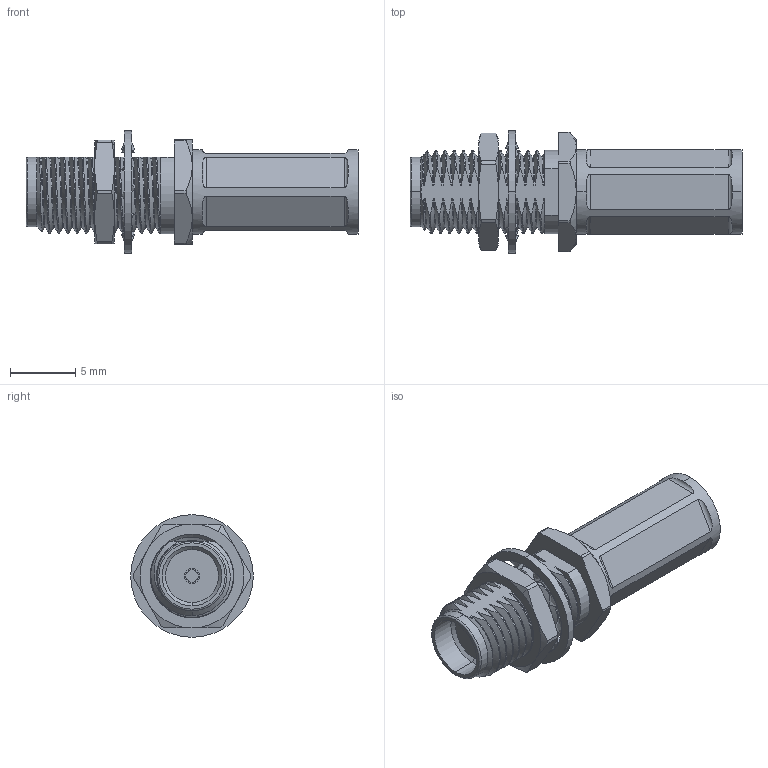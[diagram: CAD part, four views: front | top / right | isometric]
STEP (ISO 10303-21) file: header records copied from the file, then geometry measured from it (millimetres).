
FILE_DESCRIPTION (( 'STEP AP214' ), '1' );
FILE_NAME ('FMCN1748_3D.STEP', '2021-09-20T18:13:12', ( '' ), ( '' ), 'SwSTEP 2.0', 'SolidWorks 2021', '' );
FILE_SCHEMA (( 'AUTOMOTIVE_DESIGN' ));
Length unit declared in the file: inch
Products named in the file (1): FMCN1748_3D
Bounding box: 25.45 x 9.4 x 9.4 mm (x, y, z)
Volume: 564.5 mm3; surface area: 1352.9 mm2
Topology: 6 solids, 6 shells, 235 faces, 591 edges, 385 vertices
Faces by surface type: bspline 87, cylinder 67, plane 47, cone 32, torus 2
Entity records: 25989 total; most frequent: CARTESIAN_POINT 21155, ORIENTED_EDGE 1182, DIRECTION 691, EDGE_CURVE 591, VERTEX_POINT 385, AXIS2_PLACEMENT_3D 262, EDGE_LOOP 260, FACE_OUTER_BOUND 235
